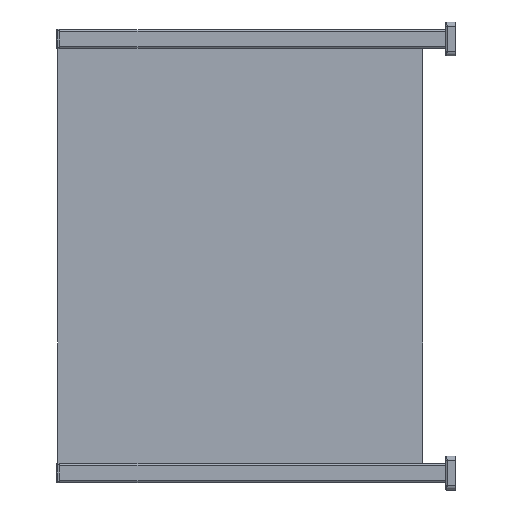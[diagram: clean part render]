
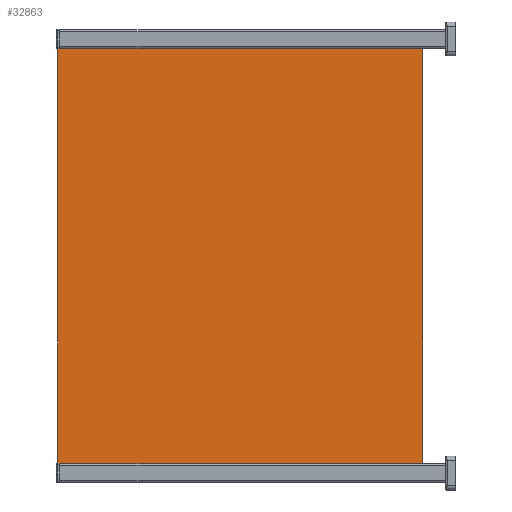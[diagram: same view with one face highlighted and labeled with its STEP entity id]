
A CAD part, left-side view. The second image highlights one B-rep face of the part: STEP entity #32863.
In plain terms, the highlighted face is planar.
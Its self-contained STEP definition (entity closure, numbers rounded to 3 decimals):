
#920 = EDGE_CURVE ( 'NONE', #24180, #22600, #20984, .T. ) ;
#1916 = CARTESIAN_POINT ( 'NONE',  ( 13., 1106., -81.34 ) ) ;
#2984 = LINE ( 'NONE', #37150, #28806 ) ;
#3871 = DIRECTION ( 'NONE',  ( 0., 0., 1. ) ) ;
#5300 = ORIENTED_EDGE ( 'NONE', *, *, #31922, .F. ) ;
#8214 = LINE ( 'NONE', #46330, #15226 ) ;
#15226 = VECTOR ( 'NONE', #28671, 1000. ) ;
#15672 = ORIENTED_EDGE ( 'NONE', *, *, #25902, .F. ) ;
#15738 = AXIS2_PLACEMENT_3D ( 'NONE', #25179, #3871, #41707 ) ;
#17035 = CARTESIAN_POINT ( 'NONE',  ( 1187., 1106., -81.34 ) ) ;
#19684 = DIRECTION ( 'NONE',  ( 1., 0., 0. ) ) ;
#20058 = DIRECTION ( 'NONE',  ( 0., 1., 0. ) ) ;
#20918 = VECTOR ( 'NONE', #19684, 1000. ) ;
#20984 = LINE ( 'NONE', #32562, #20918 ) ;
#22600 = VERTEX_POINT ( 'NONE', #51139 ) ;
#24180 = VERTEX_POINT ( 'NONE', #47008 ) ;
#24203 = VERTEX_POINT ( 'NONE', #17035 ) ;
#25098 = CARTESIAN_POINT ( 'NONE',  ( 1187., 1106., -81.34 ) ) ;
#25179 = CARTESIAN_POINT ( 'NONE',  ( 0., 0., -81.34 ) ) ;
#25902 = EDGE_CURVE ( 'NONE', #24203, #54398, #2984, .T. ) ;
#28442 = ORIENTED_EDGE ( 'NONE', *, *, #43566, .F. ) ;
#28671 = DIRECTION ( 'NONE',  ( 0., -1., 0. ) ) ;
#28806 = VECTOR ( 'NONE', #50317, 1000. ) ;
#31922 = EDGE_CURVE ( 'NONE', #54398, #24180, #8214, .T. ) ;
#32528 = ORIENTED_EDGE ( 'NONE', *, *, #920, .F. ) ;
#32562 = CARTESIAN_POINT ( 'NONE',  ( 13., 96., -81.34 ) ) ;
#32756 = FACE_OUTER_BOUND ( 'NONE', #37168, .T. ) ;
#32863 = ADVANCED_FACE ( 'NONE', ( #32756 ), #50384, .F. ) ;
#37150 = CARTESIAN_POINT ( 'NONE',  ( 13., 1106., -81.34 ) ) ;
#37168 = EDGE_LOOP ( 'NONE', ( #28442, #32528, #5300, #15672 ) ) ;
#41619 = LINE ( 'NONE', #25098, #43147 ) ;
#41707 = DIRECTION ( 'NONE',  ( 1., 0., 0. ) ) ;
#43147 = VECTOR ( 'NONE', #20058, 1000. ) ;
#43566 = EDGE_CURVE ( 'NONE', #22600, #24203, #41619, .T. ) ;
#46330 = CARTESIAN_POINT ( 'NONE',  ( 13., 1106., -81.34 ) ) ;
#47008 = CARTESIAN_POINT ( 'NONE',  ( 13., 96., -81.34 ) ) ;
#50317 = DIRECTION ( 'NONE',  ( -1., 0., 0. ) ) ;
#50384 = PLANE ( 'NONE',  #15738 ) ;
#51139 = CARTESIAN_POINT ( 'NONE',  ( 1187., 96., -81.34 ) ) ;
#54398 = VERTEX_POINT ( 'NONE', #1916 ) ;
